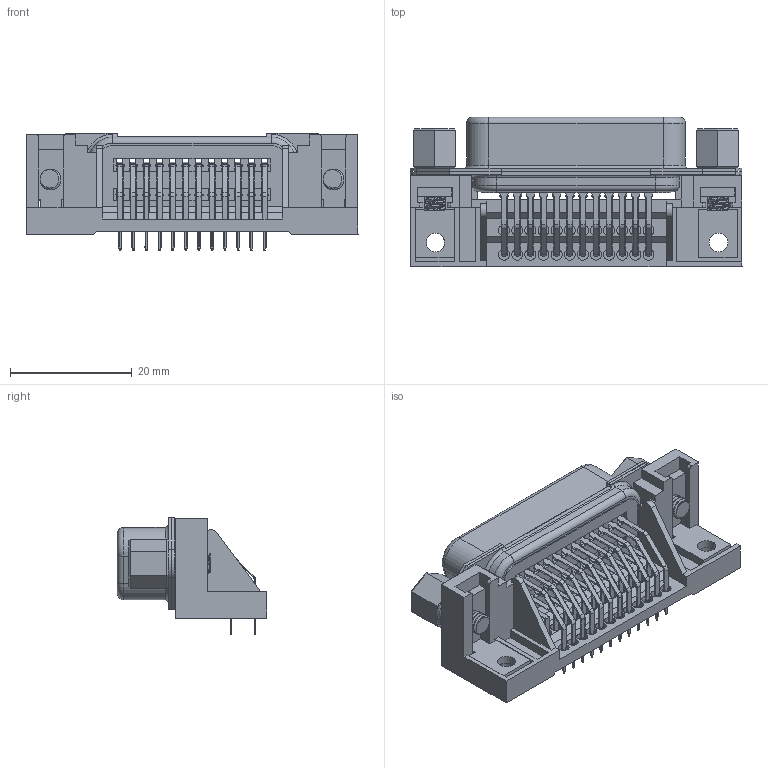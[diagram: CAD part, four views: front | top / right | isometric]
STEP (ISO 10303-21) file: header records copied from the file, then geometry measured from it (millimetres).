
FILE_DESCRIPTION(/* description */ (''),/* implementation_level */ '2;1');
FILE_NAME(/* name */ 'Centronic Dip Right Angle Female 20pos.step',/* time_stamp */ '2024-03-18T15:27:25+01:00',/* author */ (''),/* organization */ (''),/* preprocessor_version */ 'ST-DEVELOPER v20',/* originating_system */ 'Autodesk Translation Framework v12.20.1.177',/* authorisation */ '');
FILE_SCHEMA (('AUTOMOTIVE_DESIGN { 1 0 10303 214 3 1 1 }'));
Length unit declared in the file: millimetre
Products named in the file (7): Centronic Dip Right Angle Female 36 Positions.SLDPRT; Centronic Dip Right Angle Female 36 Positions-003; Centronic Dip Right Angle Female 36 Positions-A01.SLDPRT; Centronic Dip Right Angle Female 36 Positions-001; Centronic Dip Right Angle Female Pin Positions; Centronic Dip Right Angle Female 36 Positions-002; HexNut
Assembly tree (19 placements, depth 3):
  Centronic Dip Right Angle Female 36 Positions.SLDPRT
    Centronic Dip Right Angle Female 36 Positions-003
    Centronic Dip Right Angle Female 36 Positions-002  x2
    Centronic Dip Right Angle Female 36 Positions-A01.SLDPRT
      Centronic Dip Right Angle Female 36 Positions-001
      Centronic Dip Right Angle Female Pin Positions  x12
    HexNut  x2
Bounding box: 54.64 x 24.61 x 19.3 mm (x, y, z)
Volume: 7664.6 mm3; surface area: 11975.2 mm2
Topology: 31 solids, 31 shells, 2198 faces, 6155 edges, 3760 vertices
Faces by surface type: plane 996, cylinder 794, torus 232, sphere 144, bspline 32
Full cylindrical faces by diameter (mm): 0.6 x24, 1.8 x24, 2.5 x2, 2.732 x10, 2.93 x8, 3 x2, 3.238 x4, 3.4 x2, 3.417 x18, 3.6 x4
Entity records: 28643 total; most frequent: CARTESIAN_POINT 7465, ORIENTED_EDGE 4446, DIRECTION 4079, EDGE_CURVE 2223, LINE 1703, VECTOR 1703, VERTEX_POINT 1448, AXIS2_PLACEMENT_3D 1188
